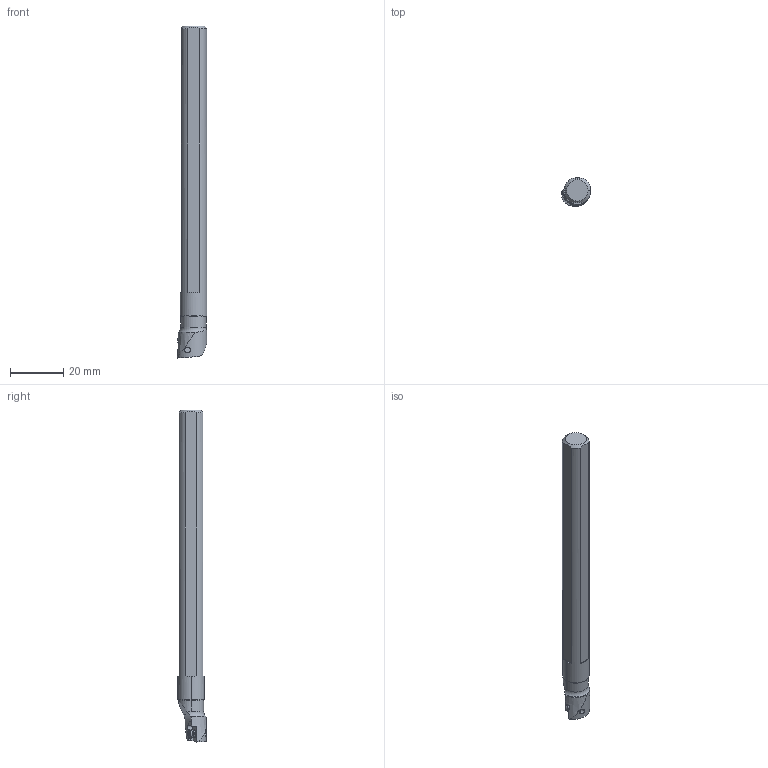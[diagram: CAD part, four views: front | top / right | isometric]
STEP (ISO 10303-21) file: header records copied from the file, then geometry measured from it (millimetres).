
FILE_DESCRIPTION(/* description */ (''),/* implementation_level */ '2;1');
FILE_NAME(/* name */ 'C10KSCLCR06.stp',/* time_stamp */ '2021-11-11T11:49:33+09:00',/* author */ (''),/* organization */ (''),/* preprocessor_version */ 'ST-DEVELOPER v16',/* originating_system */ 'SIEMENS PLM Software NX 10.0',/* authorisation */ '');
FILE_SCHEMA (('AUTOMOTIVE_DESIGN { 1 0 10303 214 3 1 1 1 }'));
Length unit declared in the file: millimetre
Products named in the file (1): C10KSCLCR06_ASM
Bounding box: 11.08 x 10.75 x 124.61 mm (x, y, z)
Volume: 8952.2 mm3; surface area: 4035.3 mm2
Topology: 2 solids, 2 shells, 68 faces, 199 edges, 137 vertices
Faces by surface type: cylinder 26, plane 24, cone 13, torus 3, sphere 2
Entity records: 2738 total; most frequent: CARTESIAN_POINT 832, ORIENTED_EDGE 394, DIRECTION 380, EDGE_CURVE 197, AXIS2_PLACEMENT_3D 152, VERTEX_POINT 134, LINE 76, VECTOR 76
